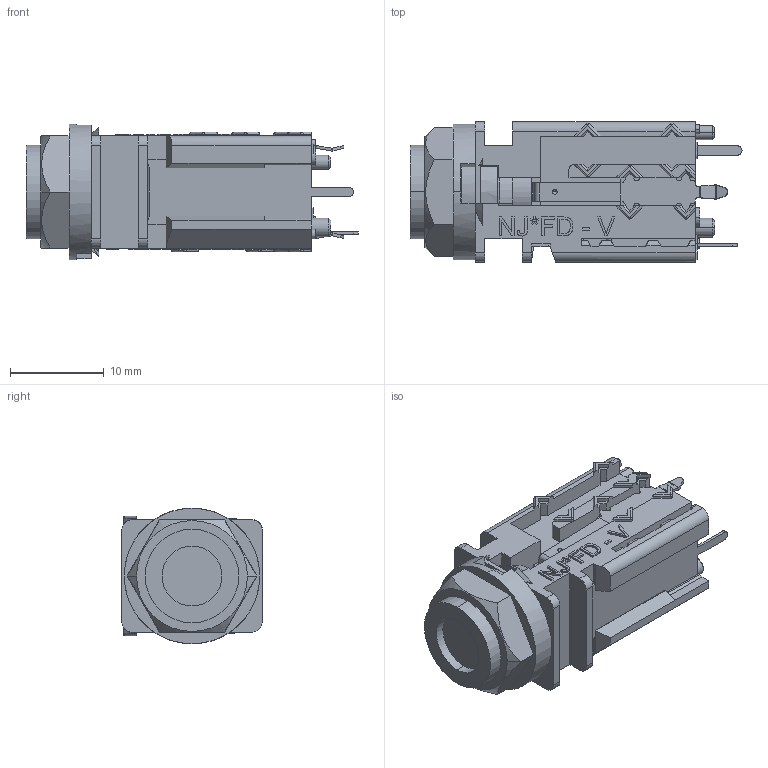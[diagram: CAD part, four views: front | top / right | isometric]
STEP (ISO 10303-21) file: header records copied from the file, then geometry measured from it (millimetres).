
FILE_DESCRIPTION((''),'2;1');
FILE_NAME('NJ5FD-V','2020-04-03T08:41:23',('phk'),(''),'CREO PARAMETRIC BY PTC INC, 2019080','CREO PARAMETRIC BY PTC INC, 2019080','');
FILE_SCHEMA(('CONFIG_CONTROL_DESIGN'));
Length unit declared in the file: millimetre
Products named in the file (1): NJ5FD-V
Bounding box: 35.5 x 15 x 14.5 mm (x, y, z)
Volume: 4193.3 mm3; surface area: 2807.8 mm2
Topology: 1 solids, 5 shells, 1080 faces, 2912 edges, 1884 vertices
Faces by surface type: plane 670, cylinder 194, extrusion 162, bspline 20, cone 18, sphere 16
Entity records: 34614 total; most frequent: CARTESIAN_POINT 8141, ORIENTED_EDGE 5820, DIRECTION 4793, EDGE_CURVE 2910, VECTOR 2239, LINE 2077, VERTEX_POINT 1884, AXIS2_PLACEMENT_3D 1277
